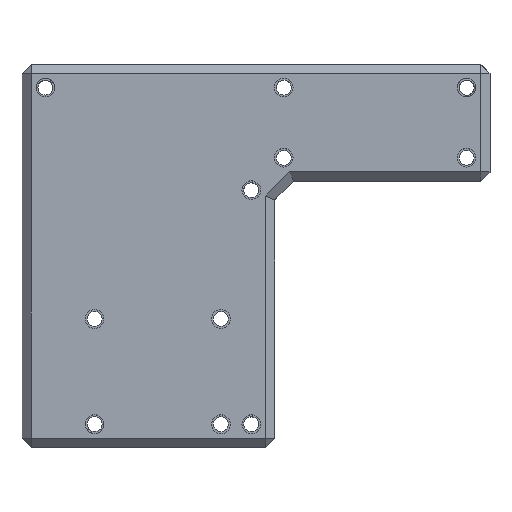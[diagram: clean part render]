
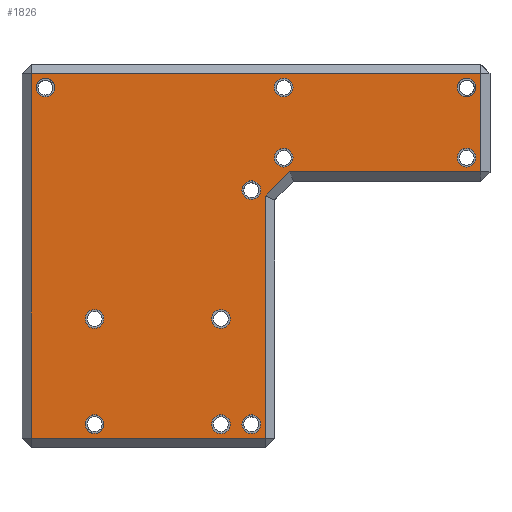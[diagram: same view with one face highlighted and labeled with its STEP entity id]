
A CAD part, top view. The second image highlights one B-rep face of the part: STEP entity #1826.
In plain terms, the highlighted planar face has unit normal (0, 0, 1).
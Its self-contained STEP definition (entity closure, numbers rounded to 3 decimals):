
#47=FACE_BOUND('',#344,.T.);
#48=FACE_BOUND('',#345,.T.);
#49=FACE_BOUND('',#346,.T.);
#50=FACE_BOUND('',#347,.T.);
#51=FACE_BOUND('',#348,.T.);
#52=FACE_BOUND('',#349,.T.);
#53=FACE_BOUND('',#350,.T.);
#54=FACE_BOUND('',#351,.T.);
#55=FACE_BOUND('',#352,.T.);
#56=FACE_BOUND('',#353,.T.);
#57=FACE_BOUND('',#354,.T.);
#120=PLANE('',#2031);
#215=FACE_OUTER_BOUND('',#343,.T.);
#343=EDGE_LOOP('',(#1634,#1635,#1636,#1637,#1638,#1639,#1640));
#344=EDGE_LOOP('',(#1641));
#345=EDGE_LOOP('',(#1642));
#346=EDGE_LOOP('',(#1643));
#347=EDGE_LOOP('',(#1644));
#348=EDGE_LOOP('',(#1645));
#349=EDGE_LOOP('',(#1646));
#350=EDGE_LOOP('',(#1647));
#351=EDGE_LOOP('',(#1648));
#352=EDGE_LOOP('',(#1649));
#353=EDGE_LOOP('',(#1650));
#354=EDGE_LOOP('',(#1651));
#492=LINE('',#3473,#634);
#502=LINE('',#3492,#644);
#508=LINE('',#3504,#650);
#509=LINE('',#3506,#651);
#515=LINE('',#3518,#657);
#518=LINE('',#3524,#660);
#522=LINE('',#3530,#664);
#634=VECTOR('',#2451,10.);
#644=VECTOR('',#2469,10.);
#650=VECTOR('',#2481,10.);
#651=VECTOR('',#2484,10.);
#657=VECTOR('',#2496,10.);
#660=VECTOR('',#2501,10.);
#664=VECTOR('',#2507,10.);
#726=CIRCLE('',#1941,2.);
#729=CIRCLE('',#1947,2.);
#732=CIRCLE('',#1953,2.);
#735=CIRCLE('',#1959,2.);
#738=CIRCLE('',#1965,2.);
#742=CIRCLE('',#1972,2.);
#746=CIRCLE('',#1979,2.);
#748=CIRCLE('',#1983,2.);
#752=CIRCLE('',#1990,2.);
#756=CIRCLE('',#1997,2.);
#760=CIRCLE('',#2004,2.);
#866=VERTEX_POINT('',#3291);
#869=VERTEX_POINT('',#3302);
#872=VERTEX_POINT('',#3313);
#875=VERTEX_POINT('',#3324);
#878=VERTEX_POINT('',#3336);
#882=VERTEX_POINT('',#3351);
#886=VERTEX_POINT('',#3364);
#890=VERTEX_POINT('',#3406);
#894=VERTEX_POINT('',#3419);
#898=VERTEX_POINT('',#3432);
#902=VERTEX_POINT('',#3445);
#906=VERTEX_POINT('',#3460);
#909=VERTEX_POINT('',#3467);
#912=VERTEX_POINT('',#3480);
#914=VERTEX_POINT('',#3486);
#918=VERTEX_POINT('',#3500);
#921=VERTEX_POINT('',#3517);
#923=VERTEX_POINT('',#3523);
#1066=EDGE_CURVE('',#866,#866,#726,.T.);
#1071=EDGE_CURVE('',#869,#869,#729,.T.);
#1076=EDGE_CURVE('',#872,#872,#732,.T.);
#1081=EDGE_CURVE('',#875,#875,#735,.T.);
#1087=EDGE_CURVE('',#878,#878,#738,.T.);
#1095=EDGE_CURVE('',#882,#882,#742,.T.);
#1101=EDGE_CURVE('',#886,#886,#746,.T.);
#1107=EDGE_CURVE('',#890,#890,#748,.T.);
#1113=EDGE_CURVE('',#894,#894,#752,.T.);
#1119=EDGE_CURVE('',#898,#898,#756,.T.);
#1125=EDGE_CURVE('',#902,#902,#760,.T.);
#1139=EDGE_CURVE('',#909,#906,#492,.T.);
#1149=EDGE_CURVE('',#914,#909,#502,.T.);
#1155=EDGE_CURVE('',#912,#918,#508,.T.);
#1156=EDGE_CURVE('',#918,#914,#509,.T.);
#1162=EDGE_CURVE('',#921,#912,#515,.T.);
#1165=EDGE_CURVE('',#923,#921,#518,.T.);
#1169=EDGE_CURVE('',#906,#923,#522,.T.);
#1634=ORIENTED_EDGE('',*,*,#1155,.F.);
#1635=ORIENTED_EDGE('',*,*,#1162,.F.);
#1636=ORIENTED_EDGE('',*,*,#1165,.F.);
#1637=ORIENTED_EDGE('',*,*,#1169,.F.);
#1638=ORIENTED_EDGE('',*,*,#1139,.F.);
#1639=ORIENTED_EDGE('',*,*,#1149,.F.);
#1640=ORIENTED_EDGE('',*,*,#1156,.F.);
#1641=ORIENTED_EDGE('',*,*,#1066,.T.);
#1642=ORIENTED_EDGE('',*,*,#1071,.T.);
#1643=ORIENTED_EDGE('',*,*,#1076,.T.);
#1644=ORIENTED_EDGE('',*,*,#1081,.T.);
#1645=ORIENTED_EDGE('',*,*,#1087,.T.);
#1646=ORIENTED_EDGE('',*,*,#1095,.T.);
#1647=ORIENTED_EDGE('',*,*,#1101,.T.);
#1648=ORIENTED_EDGE('',*,*,#1107,.T.);
#1649=ORIENTED_EDGE('',*,*,#1113,.T.);
#1650=ORIENTED_EDGE('',*,*,#1119,.T.);
#1651=ORIENTED_EDGE('',*,*,#1125,.T.);
#1826=ADVANCED_FACE('',(#215,#47,#48,#49,#50,#51,#52,#53,#54,#55,#56,#57),
#120,.T.);
#1941=AXIS2_PLACEMENT_3D('',#3292,#2275,#2276);
#1947=AXIS2_PLACEMENT_3D('',#3303,#2289,#2290);
#1953=AXIS2_PLACEMENT_3D('',#3314,#2303,#2304);
#1959=AXIS2_PLACEMENT_3D('',#3325,#2317,#2318);
#1965=AXIS2_PLACEMENT_3D('',#3337,#2332,#2333);
#1972=AXIS2_PLACEMENT_3D('',#3352,#2350,#2351);
#1979=AXIS2_PLACEMENT_3D('',#3365,#2366,#2367);
#1983=AXIS2_PLACEMENT_3D('',#3407,#2376,#2377);
#1990=AXIS2_PLACEMENT_3D('',#3420,#2392,#2393);
#1997=AXIS2_PLACEMENT_3D('',#3433,#2408,#2409);
#2004=AXIS2_PLACEMENT_3D('',#3446,#2424,#2425);
#2031=AXIS2_PLACEMENT_3D('',#3552,#2531,#2532);
#2275=DIRECTION('center_axis',(0.,0.,-1.));
#2276=DIRECTION('ref_axis',(1.,0.,0.));
#2289=DIRECTION('center_axis',(0.,0.,-1.));
#2290=DIRECTION('ref_axis',(1.,0.,0.));
#2303=DIRECTION('center_axis',(0.,0.,-1.));
#2304=DIRECTION('ref_axis',(1.,0.,0.));
#2317=DIRECTION('center_axis',(0.,0.,-1.));
#2318=DIRECTION('ref_axis',(1.,0.,0.));
#2332=DIRECTION('center_axis',(0.,0.,-1.));
#2333=DIRECTION('ref_axis',(1.,0.,0.));
#2350=DIRECTION('center_axis',(0.,0.,-1.));
#2351=DIRECTION('ref_axis',(1.,0.,0.));
#2366=DIRECTION('center_axis',(0.,0.,-1.));
#2367=DIRECTION('ref_axis',(1.,0.,0.));
#2376=DIRECTION('center_axis',(0.,0.,-1.));
#2377=DIRECTION('ref_axis',(1.,0.,0.));
#2392=DIRECTION('center_axis',(0.,0.,-1.));
#2393=DIRECTION('ref_axis',(1.,0.,0.));
#2408=DIRECTION('center_axis',(0.,0.,-1.));
#2409=DIRECTION('ref_axis',(1.,0.,0.));
#2424=DIRECTION('center_axis',(0.,0.,-1.));
#2425=DIRECTION('ref_axis',(1.,0.,0.));
#2451=DIRECTION('',(0.,-1.,0.));
#2469=DIRECTION('',(1.,0.,0.));
#2481=DIRECTION('',(-1.,0.,0.));
#2484=DIRECTION('',(0.,1.,0.));
#2496=DIRECTION('',(0.,-1.,0.));
#2501=DIRECTION('',(-0.707,-0.707,0.));
#2507=DIRECTION('',(-1.,0.,0.));
#2531=DIRECTION('center_axis',(0.,0.,1.));
#2532=DIRECTION('ref_axis',(1.,0.,0.));
#3291=CARTESIAN_POINT('',(-15.5,22.57,25.));
#3292=CARTESIAN_POINT('Origin',(-13.5,22.57,25.));
#3302=CARTESIAN_POINT('',(11.5,22.57,25.));
#3303=CARTESIAN_POINT('Origin',(13.5,22.57,25.));
#3313=CARTESIAN_POINT('',(11.5,0.07,25.));
#3314=CARTESIAN_POINT('Origin',(13.5,0.07,25.));
#3324=CARTESIAN_POINT('',(-15.5,0.07,25.));
#3325=CARTESIAN_POINT('Origin',(-13.5,0.07,25.));
#3336=CARTESIAN_POINT('',(-26.,72.,25.));
#3337=CARTESIAN_POINT('Origin',(-24.,72.,25.));
#3351=CARTESIAN_POINT('',(18.,0.07,25.));
#3352=CARTESIAN_POINT('Origin',(20.,0.07,25.));
#3364=CARTESIAN_POINT('',(18.,50.071,25.));
#3365=CARTESIAN_POINT('Origin',(20.,50.071,25.));
#3406=CARTESIAN_POINT('',(64.,72.,25.));
#3407=CARTESIAN_POINT('Origin',(66.,72.,25.));
#3419=CARTESIAN_POINT('',(64.,57.,25.));
#3420=CARTESIAN_POINT('Origin',(66.,57.,25.));
#3432=CARTESIAN_POINT('',(24.929,57.,25.));
#3433=CARTESIAN_POINT('Origin',(26.929,57.,25.));
#3445=CARTESIAN_POINT('',(24.929,72.,25.));
#3446=CARTESIAN_POINT('Origin',(26.929,72.,25.));
#3460=CARTESIAN_POINT('',(69.,54.,25.));
#3467=CARTESIAN_POINT('',(69.,75.,25.));
#3473=CARTESIAN_POINT('',(69.,56.518,25.));
#3480=CARTESIAN_POINT('',(23.,-2.93,25.));
#3486=CARTESIAN_POINT('',(-27.,75.,25.));
#3492=CARTESIAN_POINT('',(-4.,75.,25.));
#3500=CARTESIAN_POINT('',(-27.,-2.93,25.));
#3504=CARTESIAN_POINT('',(23.,-2.93,25.));
#3506=CARTESIAN_POINT('',(-27.,15.553,25.));
#3517=CARTESIAN_POINT('',(23.,48.828,25.));
#3518=CARTESIAN_POINT('',(23.,42.018,25.));
#3523=CARTESIAN_POINT('',(28.172,54.,25.));
#3524=CARTESIAN_POINT('',(21.595,47.423,25.));
#3530=CARTESIAN_POINT('',(46.,54.,25.));
#3552=CARTESIAN_POINT('Origin',(21.,36.035,25.));
